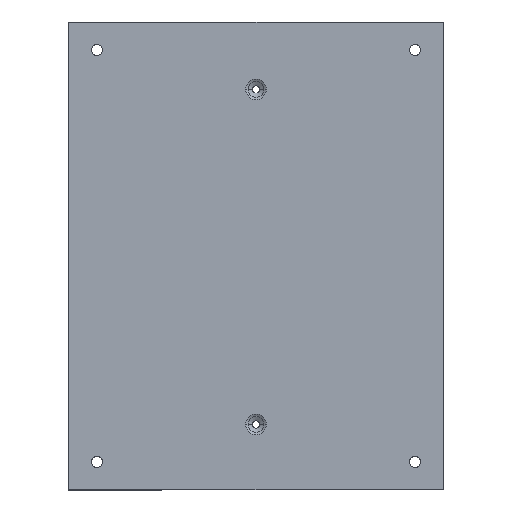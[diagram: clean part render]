
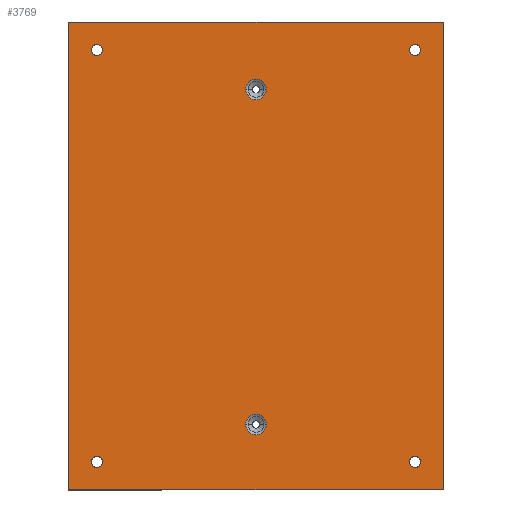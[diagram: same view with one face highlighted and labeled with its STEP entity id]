
A CAD part, top view. The second image highlights one B-rep face of the part: STEP entity #3769.
In plain terms, the highlighted planar face has unit normal (0, 0, 1).
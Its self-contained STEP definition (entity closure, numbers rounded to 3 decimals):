
#14 = CARTESIAN_POINT ( 'NONE',  ( 88., 50., 30. ) ) ;
#54 = ORIENTED_EDGE ( 'NONE', *, *, #1444, .T. ) ;
#62 = ORIENTED_EDGE ( 'NONE', *, *, #9814, .T. ) ;
#149 = VERTEX_POINT ( 'NONE', #9910 ) ;
#176 = CARTESIAN_POINT ( 'NONE',  ( 85., -170., 30. ) ) ;
#242 = VERTEX_POINT ( 'NONE', #10831 ) ;
#296 = EDGE_CURVE ( 'NONE', #10443, #242, #5026, .T. ) ;
#372 = AXIS2_PLACEMENT_3D ( 'NONE', #9027, #3852, #9903 ) ;
#425 = DIRECTION ( 'NONE',  ( 0., 0., -1. ) ) ;
#442 = DIRECTION ( 'NONE',  ( 0., -1., 0. ) ) ;
#501 = VERTEX_POINT ( 'NONE', #5061 ) ;
#516 = VERTEX_POINT ( 'NONE', #4188 ) ;
#651 = DIRECTION ( 'NONE',  ( -1., 0., 0. ) ) ;
#678 = AXIS2_PLACEMENT_3D ( 'NONE', #8270, #3102, #9145 ) ;
#689 = AXIS2_PLACEMENT_3D ( 'NONE', #8928, #3749, #9801 ) ;
#975 = VECTOR ( 'NONE', #1996, 1000. ) ;
#988 = CARTESIAN_POINT ( 'NONE',  ( -82., 50., 30. ) ) ;
#1005 = CARTESIAN_POINT ( 'NONE',  ( 85., -170., 30. ) ) ;
#1039 = DIRECTION ( 'NONE',  ( -1., 0., 0. ) ) ;
#1047 = VERTEX_POINT ( 'NONE', #1278 ) ;
#1232 = ORIENTED_EDGE ( 'NONE', *, *, #6851, .T. ) ;
#1251 = LINE ( 'NONE', #3872, #975 ) ;
#1278 = CARTESIAN_POINT ( 'NONE',  ( -88., 50., 30. ) ) ;
#1415 = VERTEX_POINT ( 'NONE', #988 ) ;
#1444 = EDGE_CURVE ( 'NONE', #1047, #1415, #9761, .T. ) ;
#1516 = CARTESIAN_POINT ( 'NONE',  ( -100., 65., 30. ) ) ;
#1557 = EDGE_LOOP ( 'NONE', ( #9379, #6185 ) ) ;
#1616 = AXIS2_PLACEMENT_3D ( 'NONE', #1005, #7040, #1871 ) ;
#1641 = LINE ( 'NONE', #1516, #8284 ) ;
#1710 = DIRECTION ( 'NONE',  ( 0., 0., 1. ) ) ;
#1737 = FACE_BOUND ( 'NONE', #5825, .T. ) ;
#1789 = VECTOR ( 'NONE', #442, 1000. ) ;
#1832 = DIRECTION ( 'NONE',  ( 0., 0., 1. ) ) ;
#1871 = DIRECTION ( 'NONE',  ( -1., 0., 0. ) ) ;
#1950 = EDGE_LOOP ( 'NONE', ( #54, #62 ) ) ;
#1996 = DIRECTION ( 'NONE',  ( 1., 0., 0. ) ) ;
#2024 = FACE_BOUND ( 'NONE', #9129, .T. ) ;
#2122 = DIRECTION ( 'NONE',  ( 0., 0., -1. ) ) ;
#2370 = VERTEX_POINT ( 'NONE', #9605 ) ;
#2563 = ORIENTED_EDGE ( 'NONE', *, *, #6295, .F. ) ;
#2737 = CIRCLE ( 'NONE', #372, 5.5 ) ;
#2794 = DIRECTION ( 'NONE',  ( 0., 0., -1. ) ) ;
#2842 = EDGE_CURVE ( 'NONE', #6420, #7380, #10266, .T. ) ;
#2900 = CARTESIAN_POINT ( 'NONE',  ( -5.5, 29., 30. ) ) ;
#2903 = AXIS2_PLACEMENT_3D ( 'NONE', #8178, #3010, #9050 ) ;
#3010 = DIRECTION ( 'NONE',  ( 0., 0., 1. ) ) ;
#3102 = DIRECTION ( 'NONE',  ( 0., 0., -1. ) ) ;
#3229 = AXIS2_PLACEMENT_3D ( 'NONE', #7960, #2794, #8832 ) ;
#3277 = CIRCLE ( 'NONE', #9853, 3. ) ;
#3364 = ORIENTED_EDGE ( 'NONE', *, *, #2842, .F. ) ;
#3487 = CARTESIAN_POINT ( 'NONE',  ( -85., -170., 30. ) ) ;
#3568 = VERTEX_POINT ( 'NONE', #7858 ) ;
#3749 = DIRECTION ( 'NONE',  ( 0., 0., 1. ) ) ;
#3769 = ADVANCED_FACE ( 'NONE', ( #1737, #10971, #2024, #4054, #10697, #8371, #6063 ), #9769, .T. ) ;
#3846 = VERTEX_POINT ( 'NONE', #6960 ) ;
#3852 = DIRECTION ( 'NONE',  ( 0., 0., 1. ) ) ;
#3872 = CARTESIAN_POINT ( 'NONE',  ( -100., -185., 30. ) ) ;
#3985 = EDGE_CURVE ( 'NONE', #149, #8944, #10405, .T. ) ;
#4054 = FACE_BOUND ( 'NONE', #1557, .T. ) ;
#4145 = EDGE_CURVE ( 'NONE', #3568, #516, #7812, .T. ) ;
#4188 = CARTESIAN_POINT ( 'NONE',  ( 82., -170., 30. ) ) ;
#4207 = CIRCLE ( 'NONE', #5543, 3. ) ;
#4361 = DIRECTION ( 'NONE',  ( -1., 0., 0. ) ) ;
#4645 = CARTESIAN_POINT ( 'NONE',  ( 85., 50., 30. ) ) ;
#4986 = DIRECTION ( 'NONE',  ( 0., 1., 0. ) ) ;
#5026 = LINE ( 'NONE', #10165, #9906 ) ;
#5061 = CARTESIAN_POINT ( 'NONE',  ( -88., -170., 30. ) ) ;
#5231 = CARTESIAN_POINT ( 'NONE',  ( 82., 50., 30. ) ) ;
#5234 = CARTESIAN_POINT ( 'NONE',  ( 5.5, 29., 30. ) ) ;
#5370 = EDGE_CURVE ( 'NONE', #7380, #6420, #9487, .T. ) ;
#5519 = DIRECTION ( 'NONE',  ( -1., 0., 0. ) ) ;
#5543 = AXIS2_PLACEMENT_3D ( 'NONE', #7290, #2122, #8164 ) ;
#5610 = CARTESIAN_POINT ( 'NONE',  ( -85., 50., 30. ) ) ;
#5728 = EDGE_CURVE ( 'NONE', #3846, #10443, #1251, .T. ) ;
#5825 = EDGE_LOOP ( 'NONE', ( #3364, #11157 ) ) ;
#5976 = CIRCLE ( 'NONE', #9012, 3. ) ;
#6063 = FACE_OUTER_BOUND ( 'NONE', #10721, .T. ) ;
#6073 = EDGE_CURVE ( 'NONE', #8847, #8844, #3277, .T. ) ;
#6085 = ORIENTED_EDGE ( 'NONE', *, *, #10178, .T. ) ;
#6165 = ORIENTED_EDGE ( 'NONE', *, *, #9406, .T. ) ;
#6185 = ORIENTED_EDGE ( 'NONE', *, *, #8773, .T. ) ;
#6215 = DIRECTION ( 'NONE',  ( 0., 0., -1. ) ) ;
#6295 = EDGE_CURVE ( 'NONE', #8944, #149, #2737, .T. ) ;
#6420 = VERTEX_POINT ( 'NONE', #5234 ) ;
#6458 = DIRECTION ( 'NONE',  ( -1., 0., 0. ) ) ;
#6485 = ORIENTED_EDGE ( 'NONE', *, *, #5728, .T. ) ;
#6517 = CIRCLE ( 'NONE', #7310, 3. ) ;
#6548 = ORIENTED_EDGE ( 'NONE', *, *, #296, .T. ) ;
#6851 = EDGE_CURVE ( 'NONE', #516, #3568, #6517, .T. ) ;
#6854 = ORIENTED_EDGE ( 'NONE', *, *, #7664, .T. ) ;
#6880 = CARTESIAN_POINT ( 'NONE',  ( 0., 0., 30. ) ) ;
#6934 = EDGE_LOOP ( 'NONE', ( #9512, #6085 ) ) ;
#6960 = CARTESIAN_POINT ( 'NONE',  ( -100., -185., 30. ) ) ;
#6996 = CARTESIAN_POINT ( 'NONE',  ( 0., -150., 30. ) ) ;
#7040 = DIRECTION ( 'NONE',  ( 0., 0., -1. ) ) ;
#7091 = AXIS2_PLACEMENT_3D ( 'NONE', #3487, #9534, #4361 ) ;
#7234 = EDGE_LOOP ( 'NONE', ( #10791, #2563 ) ) ;
#7290 = CARTESIAN_POINT ( 'NONE',  ( -85., -170., 30. ) ) ;
#7310 = AXIS2_PLACEMENT_3D ( 'NONE', #176, #6215, #1039 ) ;
#7328 = CARTESIAN_POINT ( 'NONE',  ( -100., 65., 30. ) ) ;
#7348 = CARTESIAN_POINT ( 'NONE',  ( -100., 65., 30. ) ) ;
#7380 = VERTEX_POINT ( 'NONE', #2900 ) ;
#7421 = CIRCLE ( 'NONE', #678, 3. ) ;
#7600 = CIRCLE ( 'NONE', #7091, 3. ) ;
#7664 = EDGE_CURVE ( 'NONE', #9856, #3846, #8684, .T. ) ;
#7752 = DIRECTION ( 'NONE',  ( 1., 0., 0. ) ) ;
#7812 = CIRCLE ( 'NONE', #1616, 3. ) ;
#7858 = CARTESIAN_POINT ( 'NONE',  ( 88., -170., 30. ) ) ;
#7871 = DIRECTION ( 'NONE',  ( 1., 0., 0. ) ) ;
#7960 = CARTESIAN_POINT ( 'NONE',  ( -85., 50., 30. ) ) ;
#8164 = DIRECTION ( 'NONE',  ( -1., 0., 0. ) ) ;
#8178 = CARTESIAN_POINT ( 'NONE',  ( 0., 29., 30. ) ) ;
#8270 = CARTESIAN_POINT ( 'NONE',  ( 85., 50., 30. ) ) ;
#8284 = VECTOR ( 'NONE', #651, 1000. ) ;
#8371 = FACE_BOUND ( 'NONE', #6934, .T. ) ;
#8684 = LINE ( 'NONE', #7348, #1789 ) ;
#8773 = EDGE_CURVE ( 'NONE', #2370, #501, #7600, .T. ) ;
#8832 = DIRECTION ( 'NONE',  ( -1., 0., 0. ) ) ;
#8844 = VERTEX_POINT ( 'NONE', #14 ) ;
#8847 = VERTEX_POINT ( 'NONE', #5231 ) ;
#8928 = CARTESIAN_POINT ( 'NONE',  ( 0., 29., 30. ) ) ;
#8944 = VERTEX_POINT ( 'NONE', #9574 ) ;
#9012 = AXIS2_PLACEMENT_3D ( 'NONE', #5610, #425, #6458 ) ;
#9027 = CARTESIAN_POINT ( 'NONE',  ( 0., -150., 30. ) ) ;
#9050 = DIRECTION ( 'NONE',  ( 1., 0., 0. ) ) ;
#9129 = EDGE_LOOP ( 'NONE', ( #1232, #9468 ) ) ;
#9145 = DIRECTION ( 'NONE',  ( -1., 0., 0. ) ) ;
#9370 = AXIS2_PLACEMENT_3D ( 'NONE', #6996, #1832, #7871 ) ;
#9379 = ORIENTED_EDGE ( 'NONE', *, *, #9779, .T. ) ;
#9406 = EDGE_CURVE ( 'NONE', #242, #9856, #1641, .T. ) ;
#9468 = ORIENTED_EDGE ( 'NONE', *, *, #4145, .T. ) ;
#9487 = CIRCLE ( 'NONE', #2903, 5.5 ) ;
#9512 = ORIENTED_EDGE ( 'NONE', *, *, #6073, .T. ) ;
#9534 = DIRECTION ( 'NONE',  ( 0., 0., -1. ) ) ;
#9574 = CARTESIAN_POINT ( 'NONE',  ( -5.5, -150., 30. ) ) ;
#9605 = CARTESIAN_POINT ( 'NONE',  ( -82., -170., 30. ) ) ;
#9761 = CIRCLE ( 'NONE', #3229, 3. ) ;
#9769 = PLANE ( 'NONE',  #9978 ) ;
#9779 = EDGE_CURVE ( 'NONE', #501, #2370, #4207, .T. ) ;
#9801 = DIRECTION ( 'NONE',  ( 1., 0., 0. ) ) ;
#9814 = EDGE_CURVE ( 'NONE', #1415, #1047, #5976, .T. ) ;
#9853 = AXIS2_PLACEMENT_3D ( 'NONE', #4645, #10707, #5519 ) ;
#9856 = VERTEX_POINT ( 'NONE', #7328 ) ;
#9903 = DIRECTION ( 'NONE',  ( 1., 0., 0. ) ) ;
#9906 = VECTOR ( 'NONE', #4986, 1000. ) ;
#9910 = CARTESIAN_POINT ( 'NONE',  ( 5.5, -150., 30. ) ) ;
#9978 = AXIS2_PLACEMENT_3D ( 'NONE', #6880, #1710, #7752 ) ;
#10026 = CARTESIAN_POINT ( 'NONE',  ( 100., -185., 30. ) ) ;
#10165 = CARTESIAN_POINT ( 'NONE',  ( 100., 65., 30. ) ) ;
#10178 = EDGE_CURVE ( 'NONE', #8844, #8847, #7421, .T. ) ;
#10266 = CIRCLE ( 'NONE', #689, 5.5 ) ;
#10405 = CIRCLE ( 'NONE', #9370, 5.5 ) ;
#10443 = VERTEX_POINT ( 'NONE', #10026 ) ;
#10697 = FACE_BOUND ( 'NONE', #1950, .T. ) ;
#10707 = DIRECTION ( 'NONE',  ( 0., 0., -1. ) ) ;
#10721 = EDGE_LOOP ( 'NONE', ( #6854, #6485, #6548, #6165 ) ) ;
#10791 = ORIENTED_EDGE ( 'NONE', *, *, #3985, .F. ) ;
#10831 = CARTESIAN_POINT ( 'NONE',  ( 100., 65., 30. ) ) ;
#10971 = FACE_BOUND ( 'NONE', #7234, .T. ) ;
#11157 = ORIENTED_EDGE ( 'NONE', *, *, #5370, .F. ) ;
